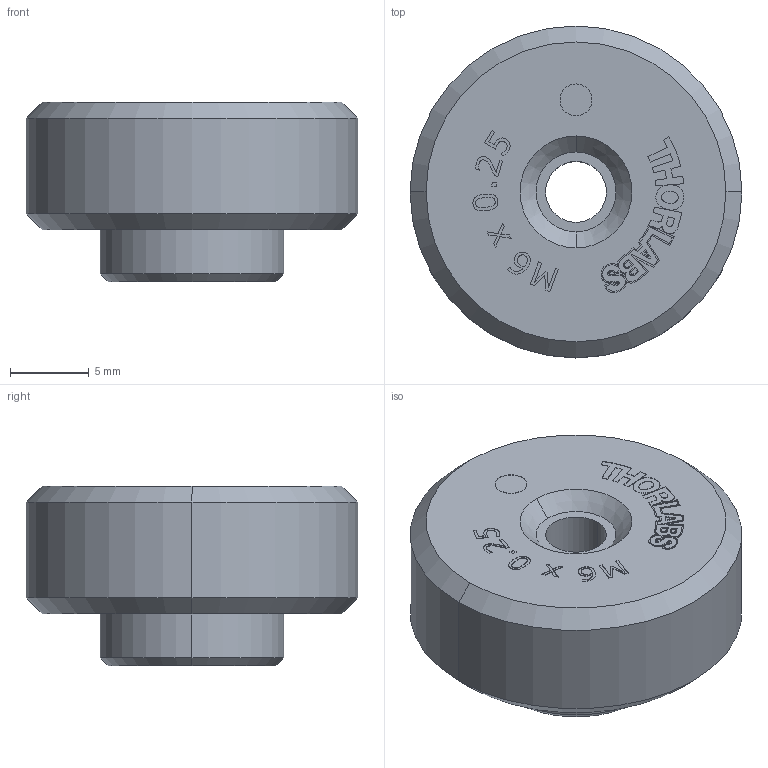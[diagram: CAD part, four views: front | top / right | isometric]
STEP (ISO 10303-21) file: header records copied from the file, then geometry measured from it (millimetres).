
FILE_DESCRIPTION (( 'STEP AP203' ), '1' );
FILE_NAME ('TTN102540-E0W.STEP', '2016-07-22T18:36:21', ( 'admin' ), ( '' ), 'SwSTEP 2.0', 'SolidWorks 2016', '' );
FILE_SCHEMA (( 'CONFIG_CONTROL_DESIGN' ));
Length unit declared in the file: millimetre
Products named in the file (1): TTN102540-E0W
Bounding box: 21.08 x 21.08 x 11.43 mm (x, y, z)
Volume: 2860.6 mm3; surface area: 1445.9 mm2
Topology: 1 solids, 1 shells, 297 faces, 786 edges, 520 vertices
Faces by surface type: bspline 167, plane 104, cylinder 14, cone 12
Entity records: 13699 total; most frequent: CARTESIAN_POINT 7367, ORIENTED_EDGE 1572, EDGE_CURVE 786, DIRECTION 754, VERTEX_POINT 520, LINE 412, VECTOR 412, B_SPLINE_CURVE_WITH_KNOTS 334
